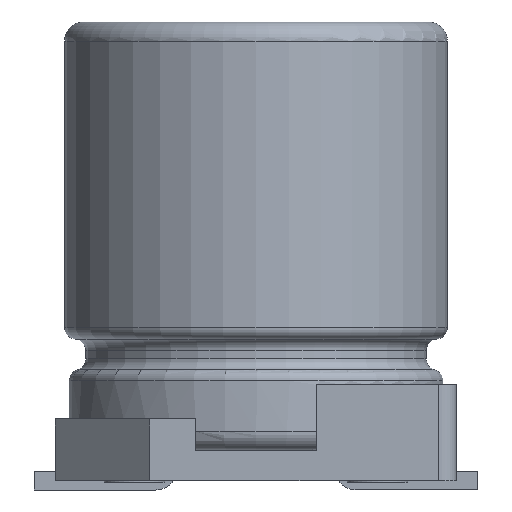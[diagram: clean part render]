
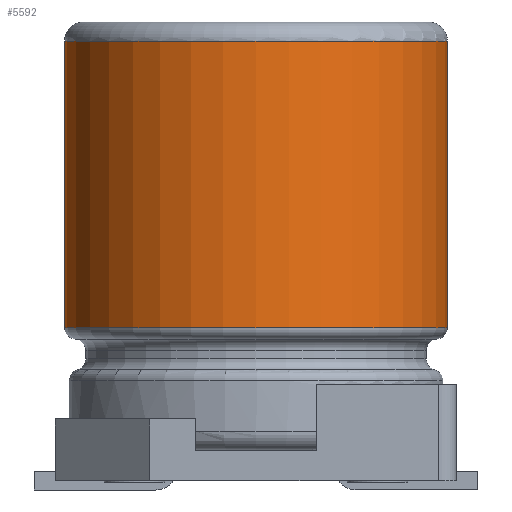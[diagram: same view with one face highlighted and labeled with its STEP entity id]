
A CAD part, front view. The second image highlights one B-rep face of the part: STEP entity #5592.
In plain terms, the highlighted cylindrical face has radius 3.15 mm (diameter 6.3 mm), a full revolution.
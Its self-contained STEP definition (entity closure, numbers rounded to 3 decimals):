
#18=CYLINDRICAL_SURFACE('',#5841,3.15);
#77=CIRCLE('',#5819,3.15);
#80=CIRCLE('',#5824,3.15);
#438=ORIENTED_EDGE('',*,*,#1537,.T.);
#439=ORIENTED_EDGE('',*,*,#1534,.T.);
#1534=EDGE_CURVE('',#2094,#2094,#77,.T.);
#1537=EDGE_CURVE('',#2097,#2097,#80,.T.);
#2094=VERTEX_POINT('',#7725);
#2097=VERTEX_POINT('',#7733);
#3336=EDGE_LOOP('',(#438));
#3337=EDGE_LOOP('',(#439));
#3609=FACE_BOUND('',#3336,.T.);
#3610=FACE_BOUND('',#3337,.T.);
#5592=ADVANCED_FACE('',(#3609,#3610),#18,.T.);
#5819=AXIS2_PLACEMENT_3D('',#7724,#6297,#6298);
#5824=AXIS2_PLACEMENT_3D('',#7732,#6307,#6308);
#5841=AXIS2_PLACEMENT_3D('',#7775,#6349,#6350);
#6297=DIRECTION('',(0.,0.,-1.));
#6298=DIRECTION('',(0.,1.,0.));
#6307=DIRECTION('',(0.,0.,1.));
#6308=DIRECTION('',(0.,-1.,0.));
#6349=DIRECTION('',(0.,0.,-1.));
#6350=DIRECTION('',(0.,-1.,0.));
#7724=CARTESIAN_POINT('',(0.,0.,7.235));
#7725=CARTESIAN_POINT('',(0.,3.15,7.235));
#7732=CARTESIAN_POINT('',(0.,0.,2.522));
#7733=CARTESIAN_POINT('',(0.,-3.15,2.522));
#7775=CARTESIAN_POINT('',(0.,0.,10.4));
